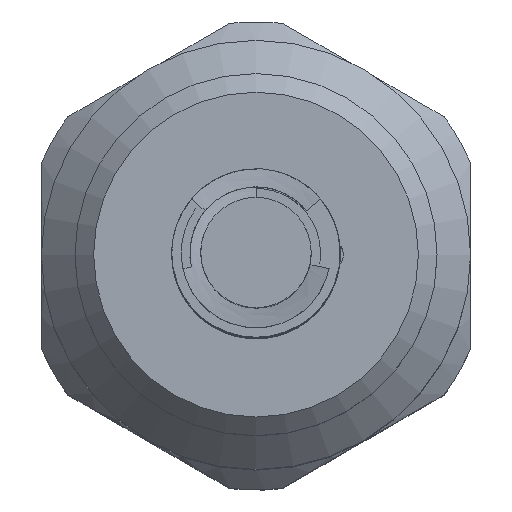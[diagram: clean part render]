
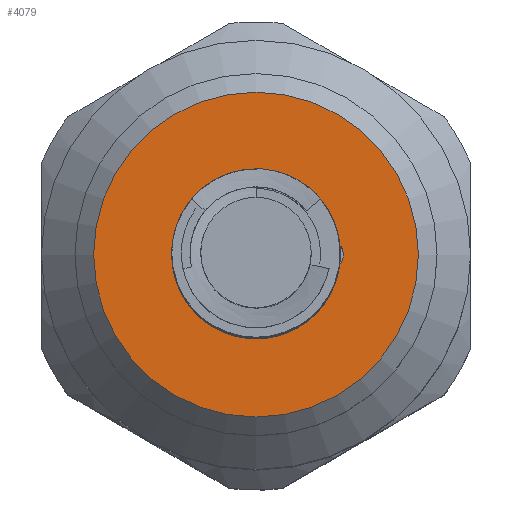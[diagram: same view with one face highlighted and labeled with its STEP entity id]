
A CAD part, top view. The second image highlights one B-rep face of the part: STEP entity #4079.
In plain terms, the highlighted planar face has unit normal (0, 0, 1).
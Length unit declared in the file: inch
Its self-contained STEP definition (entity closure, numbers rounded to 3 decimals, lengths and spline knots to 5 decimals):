
#57=FACE_BOUND('',#1166,.T.);
#484=LINE('',#8442,#677);
#485=LINE('',#9012,#678);
#677=VECTOR('',#4904,0.3937);
#678=VECTOR('',#4911,0.3937);
#866=FACE_OUTER_BOUND('',#1165,.T.);
#1165=EDGE_LOOP('',(#2867));
#1166=EDGE_LOOP('',(#2868,#2869,#2870,#2871,#2872,#2873,#2874));
#1635=CIRCLE('',#4389,0.135);
#1636=CIRCLE('',#4390,0.135);
#1637=CIRCLE('',#4392,0.1035);
#1642=CIRCLE('',#4401,0.26026);
#1643=CIRCLE('',#4402,0.025);
#1644=CIRCLE('',#4403,0.025);
#1836=VERTEX_POINT('',#5995);
#1838=VERTEX_POINT('',#6000);
#1839=VERTEX_POINT('',#6001);
#1842=VERTEX_POINT('',#6007);
#1881=VERTEX_POINT('',#8441);
#1882=VERTEX_POINT('',#8539);
#1883=VERTEX_POINT('',#9011);
#1888=VERTEX_POINT('',#9678);
#2286=EDGE_CURVE('',#1881,#1839,#484,.T.);
#2288=EDGE_CURVE('',#1838,#1881,#1635,.T.);
#2289=EDGE_CURVE('',#1882,#1842,#1636,.T.);
#2291=EDGE_CURVE('',#1883,#1882,#485,.T.);
#2293=EDGE_CURVE('',#1836,#1883,#1637,.T.);
#2305=EDGE_CURVE('',#1888,#1888,#1642,.T.);
#2306=EDGE_CURVE('',#1839,#1836,#1643,.T.);
#2307=EDGE_CURVE('',#1842,#1838,#1644,.T.);
#2867=ORIENTED_EDGE('',*,*,#2305,.F.);
#2868=ORIENTED_EDGE('',*,*,#2288,.T.);
#2869=ORIENTED_EDGE('',*,*,#2286,.T.);
#2870=ORIENTED_EDGE('',*,*,#2306,.T.);
#2871=ORIENTED_EDGE('',*,*,#2293,.T.);
#2872=ORIENTED_EDGE('',*,*,#2291,.T.);
#2873=ORIENTED_EDGE('',*,*,#2289,.T.);
#2874=ORIENTED_EDGE('',*,*,#2307,.T.);
#3822=PLANE('',#4400);
#4079=ADVANCED_FACE('',(#866,#57),#3822,.T.);
#4389=AXIS2_PLACEMENT_3D('',#8538,#4907,#4908);
#4390=AXIS2_PLACEMENT_3D('',#8540,#4909,#4910);
#4392=AXIS2_PLACEMENT_3D('',#9108,#4914,#4915);
#4400=AXIS2_PLACEMENT_3D('',#9677,#4935,#4936);
#4401=AXIS2_PLACEMENT_3D('',#9679,#4937,#4938);
#4402=AXIS2_PLACEMENT_3D('',#9680,#4939,#4940);
#4403=AXIS2_PLACEMENT_3D('',#9681,#4941,#4942);
#4904=DIRECTION('',(-0.978,0.21,0.));
#4907=DIRECTION('center_axis',(0.,0.,-1.));
#4908=DIRECTION('ref_axis',(0.,1.,0.));
#4909=DIRECTION('center_axis',(0.,0.,-1.));
#4910=DIRECTION('ref_axis',(0.,1.,0.));
#4911=DIRECTION('',(-0.383,-0.924,0.));
#4914=DIRECTION('center_axis',(0.,0.,-1.));
#4915=DIRECTION('ref_axis',(0.,1.,0.));
#4935=DIRECTION('center_axis',(0.,0.,1.));
#4936=DIRECTION('ref_axis',(1.,0.,0.));
#4937=DIRECTION('center_axis',(0.,0.,-1.));
#4938=DIRECTION('ref_axis',(0.,1.,0.));
#4939=DIRECTION('center_axis',(0.,0.,-1.));
#4940=DIRECTION('ref_axis',(1.,0.,0.));
#4941=DIRECTION('center_axis',(0.,0.,-1.));
#4942=DIRECTION('ref_axis',(1.,0.,0.));
#5995=CARTESIAN_POINT('',(-0.04808,-0.39842,0.964));
#6000=CARTESIAN_POINT('',(-0.01542,-0.39369,0.964));
#6001=CARTESIAN_POINT('',(-0.03314,-0.40243,0.964));
#6007=CARTESIAN_POINT('',(-0.01542,-0.36125,0.964));
#8441=CARTESIAN_POINT('',(-0.01745,-0.4058,0.964));
#8442=CARTESIAN_POINT('',(-0.01745,-0.4058,0.964));
#8538=CARTESIAN_POINT('Origin',(-0.14944,-0.37747,0.964));
#8539=CARTESIAN_POINT('',(-0.2011,-0.50219,0.964));
#8540=CARTESIAN_POINT('Origin',(-0.14944,-0.37747,0.964));
#9011=CARTESIAN_POINT('',(-0.18905,-0.47309,0.964));
#9012=CARTESIAN_POINT('',(-0.18905,-0.47309,0.964));
#9108=CARTESIAN_POINT('Origin',(-0.14944,-0.37747,0.964));
#9677=CARTESIAN_POINT('Origin',(-0.14944,-0.5676,0.964));
#9678=CARTESIAN_POINT('',(-0.14944,-0.63773,0.964));
#9679=CARTESIAN_POINT('Origin',(-0.14944,-0.37747,0.964));
#9680=CARTESIAN_POINT('Origin',(-0.03444,-0.37747,
0.964));
#9681=CARTESIAN_POINT('Origin',(-0.03444,-0.37747,
0.964));
